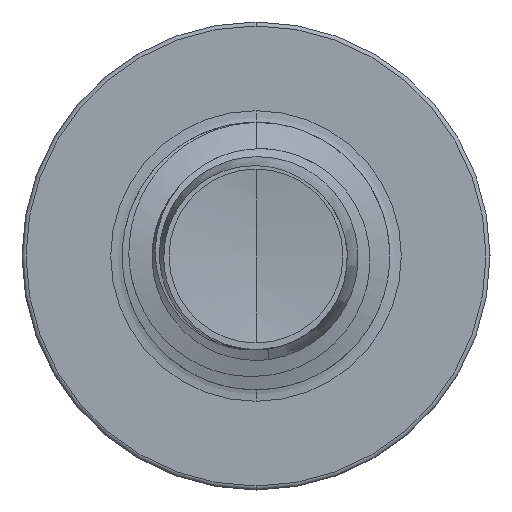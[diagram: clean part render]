
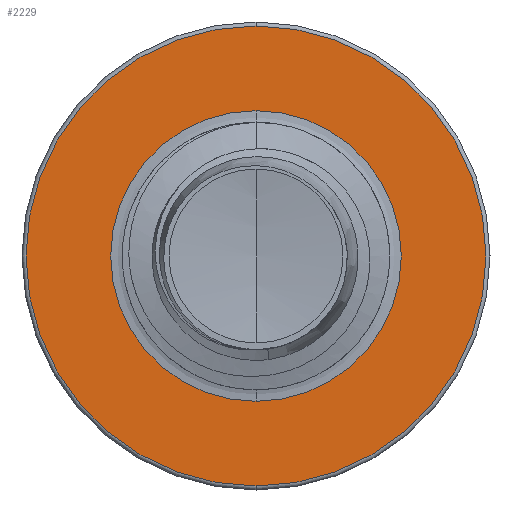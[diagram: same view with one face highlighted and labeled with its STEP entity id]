
A CAD part, front view. The second image highlights one B-rep face of the part: STEP entity #2229.
In plain terms, the highlighted planar face has unit normal (0, -1, 0).
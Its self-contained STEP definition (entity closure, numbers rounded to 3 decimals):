
#370 = VERTEX_POINT ( 'NONE', #1841 ) ;
#591 = PLANE ( 'NONE',  #4783 ) ;
#838 = VERTEX_POINT ( 'NONE', #4890 ) ;
#1135 = AXIS2_PLACEMENT_3D ( 'NONE', #7579, #1547, #8392 ) ;
#1155 = AXIS2_PLACEMENT_3D ( 'NONE', #4928, #10602, #5898 ) ;
#1547 = DIRECTION ( 'NONE',  ( 0., 1., 0. ) ) ;
#1757 = DIRECTION ( 'NONE',  ( 0., 1., 0. ) ) ;
#1788 = CARTESIAN_POINT ( 'NONE',  ( 0., 4., 0. ) ) ;
#1841 = CARTESIAN_POINT ( 'NONE',  ( 0., 4., 2.174 ) ) ;
#1846 = AXIS2_PLACEMENT_3D ( 'NONE', #2784, #2770, #6653 ) ;
#2229 = ADVANCED_FACE ( 'NONE', ( #8450, #7479 ), #591, .F. ) ;
#2357 = EDGE_CURVE ( 'NONE', #7903, #370, #10258, .T. ) ;
#2573 = EDGE_LOOP ( 'NONE', ( #2814, #2867 ) ) ;
#2642 = ORIENTED_EDGE ( 'NONE', *, *, #8525, .F. ) ;
#2698 = ORIENTED_EDGE ( 'NONE', *, *, #9309, .F. ) ;
#2770 = DIRECTION ( 'NONE',  ( 0., 1., 0. ) ) ;
#2771 = CIRCLE ( 'NONE', #1846, 3.44 ) ;
#2784 = CARTESIAN_POINT ( 'NONE',  ( 0., 4., 0. ) ) ;
#2814 = ORIENTED_EDGE ( 'NONE', *, *, #9290, .T. ) ;
#2867 = ORIENTED_EDGE ( 'NONE', *, *, #2357, .T. ) ;
#3666 = DIRECTION ( 'NONE',  ( 0., 0., 1. ) ) ;
#4424 = VERTEX_POINT ( 'NONE', #9491 ) ;
#4754 = CARTESIAN_POINT ( 'NONE',  ( 0., 4., -2.174 ) ) ;
#4768 = AXIS2_PLACEMENT_3D ( 'NONE', #1788, #1757, #3666 ) ;
#4783 = AXIS2_PLACEMENT_3D ( 'NONE', #4754, #5450, #4859 ) ;
#4816 = CIRCLE ( 'NONE', #1135, 3.44 ) ;
#4859 = DIRECTION ( 'NONE',  ( 0., 0., 1. ) ) ;
#4890 = CARTESIAN_POINT ( 'NONE',  ( 0., 4., -3.44 ) ) ;
#4928 = CARTESIAN_POINT ( 'NONE',  ( 0., 4., 0. ) ) ;
#5019 = CARTESIAN_POINT ( 'NONE',  ( 0., 4., -2.174 ) ) ;
#5450 = DIRECTION ( 'NONE',  ( 0., 1., 0. ) ) ;
#5898 = DIRECTION ( 'NONE',  ( 0., 0., 1. ) ) ;
#5975 = EDGE_LOOP ( 'NONE', ( #2642, #2698 ) ) ;
#6653 = DIRECTION ( 'NONE',  ( 0., 0., 1. ) ) ;
#7479 = FACE_BOUND ( 'NONE', #2573, .T. ) ;
#7579 = CARTESIAN_POINT ( 'NONE',  ( 0., 4., 0. ) ) ;
#7903 = VERTEX_POINT ( 'NONE', #5019 ) ;
#8392 = DIRECTION ( 'NONE',  ( 0., 0., 1. ) ) ;
#8450 = FACE_OUTER_BOUND ( 'NONE', #5975, .T. ) ;
#8525 = EDGE_CURVE ( 'NONE', #4424, #838, #2771, .T. ) ;
#9290 = EDGE_CURVE ( 'NONE', #370, #7903, #11024, .T. ) ;
#9309 = EDGE_CURVE ( 'NONE', #838, #4424, #4816, .T. ) ;
#9491 = CARTESIAN_POINT ( 'NONE',  ( 0., 4., 3.44 ) ) ;
#10258 = CIRCLE ( 'NONE', #4768, 2.174 ) ;
#10602 = DIRECTION ( 'NONE',  ( 0., 1., 0. ) ) ;
#11024 = CIRCLE ( 'NONE', #1155, 2.174 ) ;
